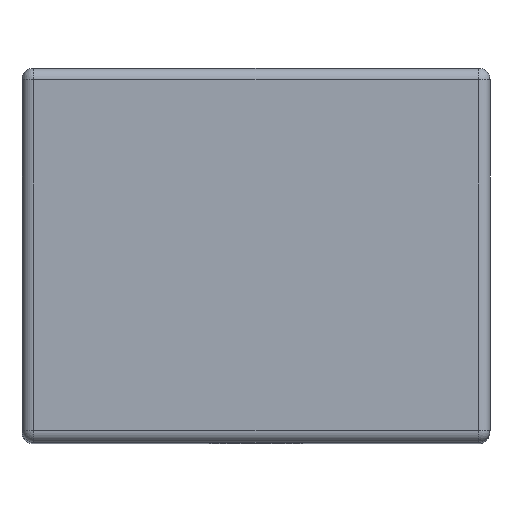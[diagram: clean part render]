
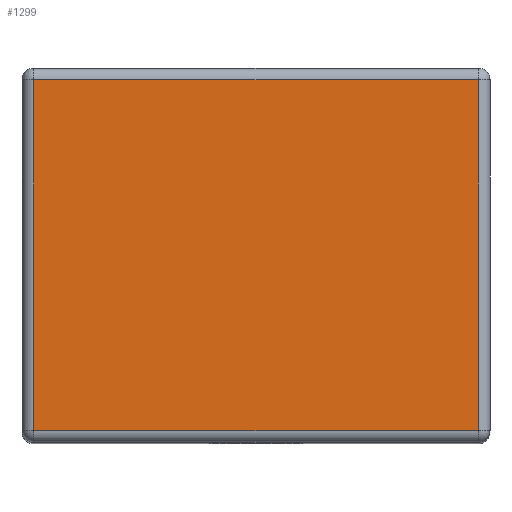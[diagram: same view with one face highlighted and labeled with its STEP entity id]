
A CAD part, top view. The second image highlights one B-rep face of the part: STEP entity #1299.
In plain terms, the highlighted planar face has unit normal (0, 0, 1).
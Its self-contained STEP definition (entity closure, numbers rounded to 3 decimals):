
#131=PLANE('',#1404);
#171=LINE('',#1973,#268);
#177=LINE('',#1999,#274);
#182=LINE('',#2013,#279);
#184=LINE('',#2016,#281);
#268=VECTOR('',#1553,19.);
#274=VECTOR('',#1583,15.);
#279=VECTOR('',#1600,15.);
#281=VECTOR('',#1604,19.);
#414=FACE_OUTER_BOUND('',#495,.T.);
#495=EDGE_LOOP('',(#1019,#1020,#1021,#1022));
#663=VERTEX_POINT('',#1959);
#668=VERTEX_POINT('',#1969);
#674=VERTEX_POINT('',#1992);
#679=VERTEX_POINT('',#2008);
#777=EDGE_CURVE('',#663,#668,#171,.T.);
#790=EDGE_CURVE('',#674,#663,#177,.T.);
#798=EDGE_CURVE('',#668,#679,#182,.T.);
#800=EDGE_CURVE('',#679,#674,#184,.T.);
#1019=ORIENTED_EDGE('',*,*,#777,.F.);
#1020=ORIENTED_EDGE('',*,*,#790,.F.);
#1021=ORIENTED_EDGE('',*,*,#800,.F.);
#1022=ORIENTED_EDGE('',*,*,#798,.F.);
#1299=ADVANCED_FACE('',(#414),#131,.T.);
#1404=AXIS2_PLACEMENT_3D('',#2066,#1646,#1647);
#1553=DIRECTION('',(-1.,0.,0.));
#1583=DIRECTION('',(0.,-1.,0.));
#1600=DIRECTION('',(0.,1.,0.));
#1604=DIRECTION('',(1.,0.,0.));
#1646=DIRECTION('center_axis',(0.,0.,1.));
#1647=DIRECTION('ref_axis',(1.,0.,0.));
#1959=CARTESIAN_POINT('',(9.5,0.5,19.5));
#1969=CARTESIAN_POINT('',(-9.5,0.5,19.5));
#1973=CARTESIAN_POINT('',(-5.,0.5,19.5));
#1992=CARTESIAN_POINT('',(9.5,15.5,19.5));
#1999=CARTESIAN_POINT('',(9.5,0.,19.5));
#2008=CARTESIAN_POINT('',(-9.5,15.5,19.5));
#2013=CARTESIAN_POINT('',(-9.5,0.,19.5));
#2016=CARTESIAN_POINT('',(-5.,15.5,19.5));
#2066=CARTESIAN_POINT('Origin',(-10.,0.,19.5));
